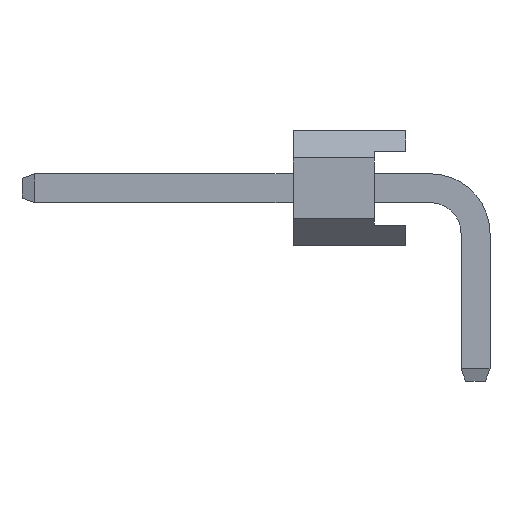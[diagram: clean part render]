
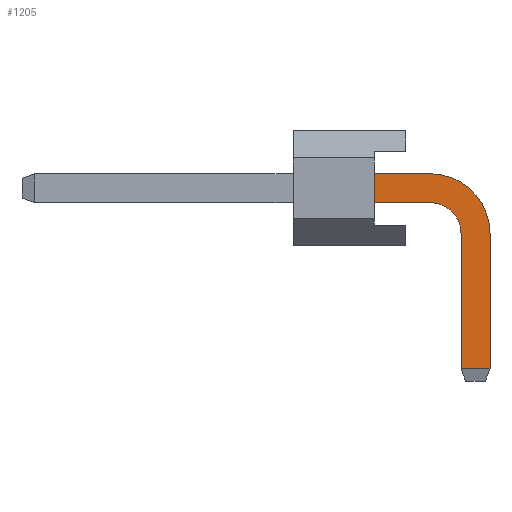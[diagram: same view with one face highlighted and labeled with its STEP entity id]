
A CAD part, left-side view. The second image highlights one B-rep face of the part: STEP entity #1205.
In plain terms, the highlighted planar face has unit normal (-1, 0, 0).
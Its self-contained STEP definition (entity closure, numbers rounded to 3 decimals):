
#1205=ADVANCED_FACE('',(#3321),#3323,.T.);
#3321=FACE_BOUND('',#3322,.T.);
#3322=EDGE_LOOP('',(#5033,#5034,#5035,#5036,#5037,#5038,#5039,#5040));
#3323=PLANE('',#3324);
#3324=AXIS2_PLACEMENT_3D('',#3325,#3326,#3327);
#3325=CARTESIAN_POINT('',(-0.32,0.32,-3.));
#3326=DIRECTION('',(-1.,0.,0.));
#3327=DIRECTION('',(0.,-1.,0.));
#5033=ORIENTED_EDGE('',*,*,#6055,.T.);
#5034=ORIENTED_EDGE('',*,*,#6056,.T.);
#5035=ORIENTED_EDGE('',*,*,#6057,.T.);
#5036=ORIENTED_EDGE('',*,*,#6058,.T.);
#5037=ORIENTED_EDGE('',*,*,#5729,.T.);
#5038=ORIENTED_EDGE('',*,*,#6059,.F.);
#5039=ORIENTED_EDGE('',*,*,#6060,.F.);
#5040=ORIENTED_EDGE('',*,*,#6061,.F.);
#5729=EDGE_CURVE('',#6551,#6552,#6553,.T.);
#6055=EDGE_CURVE('',#7061,#7062,#7063,.T.);
#6056=EDGE_CURVE('',#7062,#7064,#7065,.T.);
#6057=EDGE_CURVE('',#7064,#7066,#7067,.T.);
#6058=EDGE_CURVE('',#7066,#6551,#7068,.T.);
#6059=EDGE_CURVE('',#7069,#6552,#7070,.T.);
#6060=EDGE_CURVE('',#7071,#7069,#7072,.T.);
#6061=EDGE_CURVE('',#7061,#7071,#7073,.T.);
#6551=VERTEX_POINT('',#7953);
#6552=VERTEX_POINT('',#7954);
#6553=LINE('',#7955,#7956);
#7061=VERTEX_POINT('',#9143);
#7062=VERTEX_POINT('',#9144);
#7063=LINE('',#9145,#9146);
#7064=VERTEX_POINT('',#9148);
#7065=LINE('',#9149,#9150);
#7066=VERTEX_POINT('',#9152);
#7067=CIRCLE('',#9153,1.32);
#7068=LINE('',#9157,#9158);
#7069=VERTEX_POINT('',#9160);
#7070=LINE('',#9161,#9162);
#7071=VERTEX_POINT('',#9164);
#7072=CIRCLE('',#9165,0.68);
#7073=LINE('',#9169,#9170);
#7953=CARTESIAN_POINT('',(-0.32,2.24,1.59));
#7954=CARTESIAN_POINT('',(-0.32,2.24,0.95));
#7955=CARTESIAN_POINT('',(-0.32,2.24,1.59));
#7956=VECTOR('',#7957,1.);
#7957=DIRECTION('',(0.,0.,-1.));
#9143=CARTESIAN_POINT('',(-0.32,0.32,-2.725));
#9144=CARTESIAN_POINT('',(-0.32,-0.32,-2.725));
#9145=CARTESIAN_POINT('',(-0.32,0.32,-2.725));
#9146=VECTOR('',#9147,1.);
#9147=DIRECTION('',(0.,-1.,0.));
#9148=CARTESIAN_POINT('',(-0.32,-0.32,0.27));
#9149=CARTESIAN_POINT('',(-0.32,-0.32,-2.725));
#9150=VECTOR('',#9151,1.);
#9151=DIRECTION('',(0.,0.,1.));
#9152=CARTESIAN_POINT('',(-0.32,1.,1.59));
#9153=AXIS2_PLACEMENT_3D('',#9154,#9155,#9156);
#9154=CARTESIAN_POINT('',(-0.32,1.,0.27));
#9155=DIRECTION('',(-1.,-0.,0.));
#9156=DIRECTION('',(0.,-1.,0.));
#9157=CARTESIAN_POINT('',(-0.32,1.,1.59));
#9158=VECTOR('',#9159,1.);
#9159=DIRECTION('',(0.,1.,0.));
#9160=CARTESIAN_POINT('',(-0.32,1.,0.95));
#9161=CARTESIAN_POINT('',(-0.32,1.,0.95));
#9162=VECTOR('',#9163,1.);
#9163=DIRECTION('',(0.,1.,0.));
#9164=CARTESIAN_POINT('',(-0.32,0.32,0.27));
#9165=AXIS2_PLACEMENT_3D('',#9166,#9167,#9168);
#9166=CARTESIAN_POINT('',(-0.32,1.,0.27));
#9167=DIRECTION('',(-1.,-0.,0.));
#9168=DIRECTION('',(0.,-1.,0.));
#9169=CARTESIAN_POINT('',(-0.32,0.32,-2.725));
#9170=VECTOR('',#9171,1.);
#9171=DIRECTION('',(0.,0.,1.));
